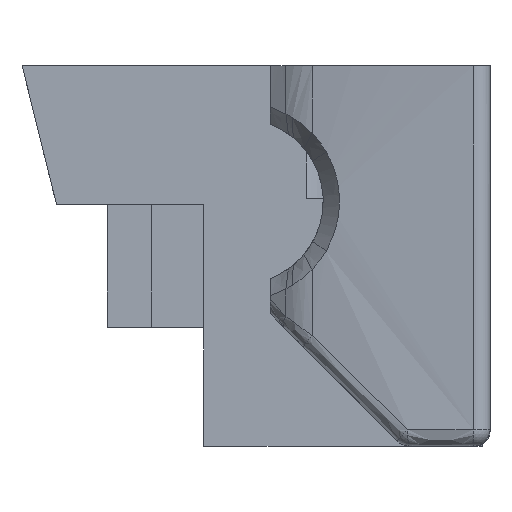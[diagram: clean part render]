
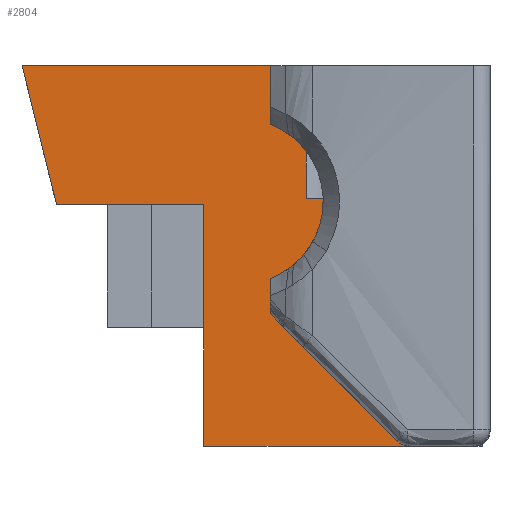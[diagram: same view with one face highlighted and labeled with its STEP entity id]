
A CAD part, left-side view. The second image highlights one B-rep face of the part: STEP entity #2804.
In plain terms, the highlighted planar face has unit normal (-1, 0, 0).
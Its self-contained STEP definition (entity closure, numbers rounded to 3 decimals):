
#246=PLANE('',#3017);
#375=FACE_OUTER_BOUND('',#542,.T.);
#542=EDGE_LOOP('',(#2299,#2300,#2301,#2302,#2303,#2304,#2305,#2306,#2307,
#2308,#2309,#2310,#2311));
#630=LINE('',#3783,#860);
#645=LINE('',#3972,#875);
#666=LINE('',#4077,#896);
#704=LINE('',#4828,#934);
#731=LINE('',#5469,#961);
#736=LINE('',#5495,#966);
#737=LINE('',#5498,#967);
#738=LINE('',#5499,#968);
#739=LINE('',#5501,#969);
#740=LINE('',#5502,#970);
#860=VECTOR('',#3132,10.);
#875=VECTOR('',#3181,10.);
#896=VECTOR('',#3238,10.);
#934=VECTOR('',#3392,10.);
#961=VECTOR('',#3425,10.);
#966=VECTOR('',#3444,10.);
#967=VECTOR('',#3447,10.);
#968=VECTOR('',#3448,10.);
#969=VECTOR('',#3449,10.);
#970=VECTOR('',#3450,10.);
#1136=CIRCLE('',#3003,1.);
#1141=CIRCLE('',#3014,5.);
#1142=CIRCLE('',#3015,5.);
#1172=VERTEX_POINT('',#3781);
#1173=VERTEX_POINT('',#3782);
#1213=VERTEX_POINT('',#3947);
#1214=VERTEX_POINT('',#3971);
#1248=VERTEX_POINT('',#4074);
#1249=VERTEX_POINT('',#4076);
#1317=VERTEX_POINT('',#4809);
#1320=VERTEX_POINT('',#4825);
#1321=VERTEX_POINT('',#4827);
#1354=VERTEX_POINT('',#5468);
#1356=VERTEX_POINT('',#5491);
#1357=VERTEX_POINT('',#5497);
#1358=VERTEX_POINT('',#5500);
#1444=EDGE_CURVE('',#1172,#1173,#630,.T.);
#1486=EDGE_CURVE('',#1213,#1214,#645,.T.);
#1524=EDGE_CURVE('',#1248,#1249,#666,.T.);
#1630=EDGE_CURVE('',#1317,#1248,#1136,.F.);
#1635=EDGE_CURVE('',#1321,#1320,#704,.T.);
#1696=EDGE_CURVE('',#1354,#1173,#731,.T.);
#1702=EDGE_CURVE('',#1213,#1354,#1141,.T.);
#1704=EDGE_CURVE('',#1320,#1356,#1142,.T.);
#1705=EDGE_CURVE('',#1214,#1356,#736,.T.);
#1706=EDGE_CURVE('',#1357,#1249,#737,.T.);
#1707=EDGE_CURVE('',#1321,#1317,#738,.F.);
#1708=EDGE_CURVE('',#1358,#1172,#739,.T.);
#1709=EDGE_CURVE('',#1358,#1357,#740,.T.);
#2299=ORIENTED_EDGE('',*,*,#1706,.T.);
#2300=ORIENTED_EDGE('',*,*,#1524,.F.);
#2301=ORIENTED_EDGE('',*,*,#1630,.F.);
#2302=ORIENTED_EDGE('',*,*,#1707,.F.);
#2303=ORIENTED_EDGE('',*,*,#1635,.T.);
#2304=ORIENTED_EDGE('',*,*,#1704,.T.);
#2305=ORIENTED_EDGE('',*,*,#1705,.F.);
#2306=ORIENTED_EDGE('',*,*,#1486,.F.);
#2307=ORIENTED_EDGE('',*,*,#1702,.T.);
#2308=ORIENTED_EDGE('',*,*,#1696,.T.);
#2309=ORIENTED_EDGE('',*,*,#1444,.F.);
#2310=ORIENTED_EDGE('',*,*,#1708,.F.);
#2311=ORIENTED_EDGE('',*,*,#1709,.T.);
#2804=ADVANCED_FACE('',(#375),#246,.F.);
#3003=AXIS2_PLACEMENT_3D('',#4811,#3382,#3383);
#3014=AXIS2_PLACEMENT_3D('',#5490,#3437,#3438);
#3015=AXIS2_PLACEMENT_3D('',#5493,#3440,#3441);
#3017=AXIS2_PLACEMENT_3D('',#5496,#3445,#3446);
#3132=DIRECTION('',(0.,-1.,0.));
#3181=DIRECTION('',(0.,0.,-1.));
#3238=DIRECTION('',(0.,1.,0.));
#3382=DIRECTION('center_axis',(1.,0.,0.));
#3383=DIRECTION('ref_axis',(0.,0.383,-0.924));
#3392=DIRECTION('',(0.,0.,1.));
#3425=DIRECTION('',(0.,0.,1.));
#3437=DIRECTION('center_axis',(-1.,0.,0.));
#3438=DIRECTION('ref_axis',(0.,0.,1.));
#3440=DIRECTION('center_axis',(-1.,0.,0.));
#3441=DIRECTION('ref_axis',(0.,0.,1.));
#3444=DIRECTION('',(0.,-1.,0.));
#3445=DIRECTION('center_axis',(1.,0.,0.));
#3446=DIRECTION('ref_axis',(0.,1.,0.));
#3447=DIRECTION('',(0.,0.,-1.));
#3448=DIRECTION('',(0.,0.707,0.707));
#3449=DIRECTION('',(0.,0.242,0.97));
#3450=DIRECTION('',(0.,-1.,0.));
#3781=CARTESIAN_POINT('',(-21.,5.5,8.4));
#3782=CARTESIAN_POINT('',(-21.,-9.5,8.4));
#3783=CARTESIAN_POINT('',(-21.,-4.75,8.4));
#3947=CARTESIAN_POINT('',(-21.,-11.677,3.252));
#3971=CARTESIAN_POINT('',(-21.,-11.677,0.4));
#3972=CARTESIAN_POINT('',(-21.,-11.677,8.4));
#4074=CARTESIAN_POINT('',(-21.,-17.914,-14.6));
#4076=CARTESIAN_POINT('',(-21.,-5.5,-14.6));
#4077=CARTESIAN_POINT('',(-21.,-11.825,-14.6));
#4809=CARTESIAN_POINT('',(-21.,-17.207,-14.307));
#4811=CARTESIAN_POINT('Origin',(-21.,-17.914,-13.6));
#4825=CARTESIAN_POINT('',(-21.,-9.5,-4.468));
#4827=CARTESIAN_POINT('',(-21.,-9.5,-6.6));
#4828=CARTESIAN_POINT('',(-21.,-9.5,-14.6));
#5468=CARTESIAN_POINT('',(-21.,-9.5,4.873));
#5469=CARTESIAN_POINT('',(-21.,-9.5,-14.6));
#5490=CARTESIAN_POINT('Origin',(-21.,-7.714,0.202));
#5491=CARTESIAN_POINT('',(-21.,-12.711,0.4));
#5493=CARTESIAN_POINT('Origin',(-21.,-7.714,0.202));
#5495=CARTESIAN_POINT('',(-21.,-10.256,0.4));
#5496=CARTESIAN_POINT('Origin',(-21.,-9.5,-14.6));
#5497=CARTESIAN_POINT('',(-21.,-5.5,0.));
#5498=CARTESIAN_POINT('',(-21.,-5.5,8.4));
#5499=CARTESIAN_POINT('',(-21.,-13.5,-10.6));
#5500=CARTESIAN_POINT('',(-21.,3.406,0.));
#5501=CARTESIAN_POINT('',(-21.,2.362,-4.187));
#5502=CARTESIAN_POINT('',(-21.,5.5,0.));
